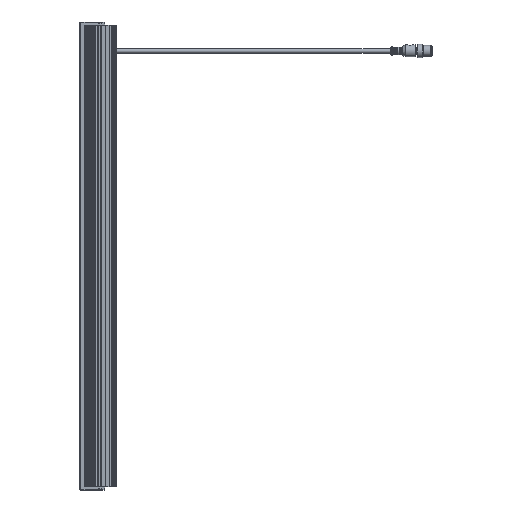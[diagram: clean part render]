
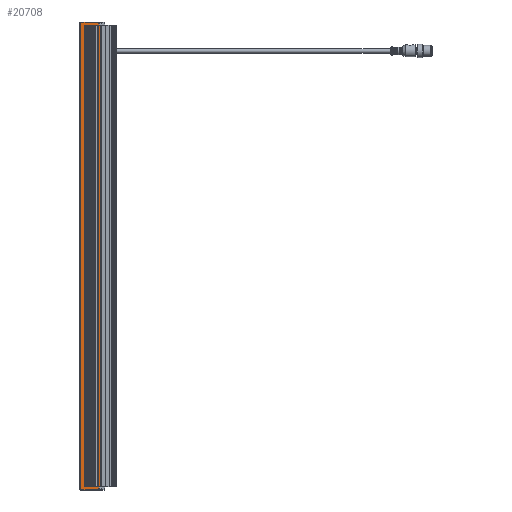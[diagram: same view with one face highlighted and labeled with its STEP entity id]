
A CAD part, left-side view. The second image highlights one B-rep face of the part: STEP entity #20708.
In plain terms, the highlighted planar face has unit normal (-1, 0, 0).
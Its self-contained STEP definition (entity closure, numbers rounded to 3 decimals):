
#618=LINE('',#37597,#2202);
#622=LINE('',#37614,#2206);
#626=LINE('',#37631,#2210);
#630=LINE('',#37648,#2214);
#767=LINE('',#38153,#2351);
#771=LINE('',#38159,#2355);
#916=LINE('',#38805,#2500);
#999=LINE('',#39261,#2583);
#1003=LINE('',#39278,#2587);
#1007=LINE('',#39295,#2591);
#1011=LINE('',#39312,#2595);
#1172=LINE('',#39857,#2756);
#1185=LINE('',#39882,#2769);
#1226=LINE('',#40148,#2810);
#1855=LINE('',#41751,#3439);
#1856=LINE('',#41753,#3440);
#1857=LINE('',#41754,#3441);
#1858=LINE('',#41755,#3442);
#1859=LINE('',#41756,#3443);
#1860=LINE('',#41757,#3444);
#1861=LINE('',#41758,#3445);
#1862=LINE('',#41759,#3446);
#1863=LINE('',#41760,#3447);
#1864=LINE('',#41761,#3448);
#2202=VECTOR('',#24561,3.);
#2206=VECTOR('',#24575,3.);
#2210=VECTOR('',#24589,3.);
#2214=VECTOR('',#24603,3.);
#2351=VECTOR('',#25036,3.);
#2355=VECTOR('',#25042,19.5);
#2500=VECTOR('',#25643,2.2);
#2583=VECTOR('',#26038,3.);
#2587=VECTOR('',#26052,3.);
#2591=VECTOR('',#26066,3.);
#2595=VECTOR('',#26080,3.);
#2756=VECTOR('',#26589,19.5);
#2769=VECTOR('',#26612,3.);
#2810=VECTOR('',#26861,2.2);
#3439=VECTOR('',#28942,506.);
#3440=VECTOR('',#28945,512.);
#3441=VECTOR('',#28946,506.);
#3442=VECTOR('',#28947,506.);
#3443=VECTOR('',#28948,506.);
#3444=VECTOR('',#28949,506.);
#3445=VECTOR('',#28950,506.);
#3446=VECTOR('',#28951,506.);
#3447=VECTOR('',#28952,506.);
#3448=VECTOR('',#28953,506.);
#3897=PLANE('',#22939);
#4073=FACE_BOUND('',#6376,.T.);
#4074=FACE_BOUND('',#6377,.T.);
#4075=FACE_BOUND('',#6378,.T.);
#4076=FACE_BOUND('',#6379,.T.);
#5133=FACE_OUTER_BOUND('',#6375,.T.);
#6375=EDGE_LOOP('',(#18207,#18208,#18209,#18210,#18211,#18212,#18213,#18214));
#6376=EDGE_LOOP('',(#18215,#18216,#18217,#18218));
#6377=EDGE_LOOP('',(#18219,#18220,#18221,#18222));
#6378=EDGE_LOOP('',(#18223,#18224,#18225,#18226));
#6379=EDGE_LOOP('',(#18227,#18228,#18229,#18230));
#8176=VERTEX_POINT('',#37587);
#8180=VERTEX_POINT('',#37595);
#8182=VERTEX_POINT('',#37600);
#8188=VERTEX_POINT('',#37612);
#8190=VERTEX_POINT('',#37617);
#8196=VERTEX_POINT('',#37629);
#8198=VERTEX_POINT('',#37634);
#8204=VERTEX_POINT('',#37646);
#8422=VERTEX_POINT('',#38146);
#8423=VERTEX_POINT('',#38150);
#8425=VERTEX_POINT('',#38156);
#8698=VERTEX_POINT('',#38803);
#8913=VERTEX_POINT('',#39257);
#8915=VERTEX_POINT('',#39260);
#8921=VERTEX_POINT('',#39274);
#8923=VERTEX_POINT('',#39277);
#8929=VERTEX_POINT('',#39291);
#8931=VERTEX_POINT('',#39294);
#8937=VERTEX_POINT('',#39308);
#8939=VERTEX_POINT('',#39311);
#9148=VERTEX_POINT('',#39854);
#9149=VERTEX_POINT('',#39856);
#9156=VERTEX_POINT('',#39879);
#9277=VERTEX_POINT('',#40147);
#10375=EDGE_CURVE('',#8176,#8180,#618,.T.);
#10383=EDGE_CURVE('',#8182,#8188,#622,.T.);
#10391=EDGE_CURVE('',#8190,#8196,#626,.T.);
#10399=EDGE_CURVE('',#8198,#8204,#630,.T.);
#10647=EDGE_CURVE('',#8423,#8422,#767,.T.);
#10651=EDGE_CURVE('',#8422,#8425,#771,.T.);
#10974=EDGE_CURVE('',#8698,#8423,#916,.T.);
#11199=EDGE_CURVE('',#8913,#8915,#999,.T.);
#11207=EDGE_CURVE('',#8921,#8923,#1003,.T.);
#11215=EDGE_CURVE('',#8929,#8931,#1007,.T.);
#11223=EDGE_CURVE('',#8937,#8939,#1011,.T.);
#11495=EDGE_CURVE('',#9148,#9149,#1172,.T.);
#11508=EDGE_CURVE('',#9149,#9156,#1185,.T.);
#11639=EDGE_CURVE('',#9156,#9277,#1226,.T.);
#12441=EDGE_CURVE('',#9277,#8698,#1855,.T.);
#12442=EDGE_CURVE('',#8425,#9148,#1856,.T.);
#12443=EDGE_CURVE('',#8939,#8180,#1857,.T.);
#12444=EDGE_CURVE('',#8176,#8937,#1858,.T.);
#12445=EDGE_CURVE('',#8931,#8188,#1859,.T.);
#12446=EDGE_CURVE('',#8182,#8929,#1860,.T.);
#12447=EDGE_CURVE('',#8923,#8196,#1861,.T.);
#12448=EDGE_CURVE('',#8190,#8921,#1862,.T.);
#12449=EDGE_CURVE('',#8915,#8204,#1863,.T.);
#12450=EDGE_CURVE('',#8198,#8913,#1864,.T.);
#18207=ORIENTED_EDGE('',*,*,#10974,.F.);
#18208=ORIENTED_EDGE('',*,*,#12441,.F.);
#18209=ORIENTED_EDGE('',*,*,#11639,.F.);
#18210=ORIENTED_EDGE('',*,*,#11508,.F.);
#18211=ORIENTED_EDGE('',*,*,#11495,.F.);
#18212=ORIENTED_EDGE('',*,*,#12442,.F.);
#18213=ORIENTED_EDGE('',*,*,#10651,.F.);
#18214=ORIENTED_EDGE('',*,*,#10647,.F.);
#18215=ORIENTED_EDGE('',*,*,#10375,.T.);
#18216=ORIENTED_EDGE('',*,*,#12443,.F.);
#18217=ORIENTED_EDGE('',*,*,#11223,.F.);
#18218=ORIENTED_EDGE('',*,*,#12444,.F.);
#18219=ORIENTED_EDGE('',*,*,#10383,.T.);
#18220=ORIENTED_EDGE('',*,*,#12445,.F.);
#18221=ORIENTED_EDGE('',*,*,#11215,.F.);
#18222=ORIENTED_EDGE('',*,*,#12446,.F.);
#18223=ORIENTED_EDGE('',*,*,#10391,.T.);
#18224=ORIENTED_EDGE('',*,*,#12447,.F.);
#18225=ORIENTED_EDGE('',*,*,#11207,.F.);
#18226=ORIENTED_EDGE('',*,*,#12448,.F.);
#18227=ORIENTED_EDGE('',*,*,#10399,.T.);
#18228=ORIENTED_EDGE('',*,*,#12449,.F.);
#18229=ORIENTED_EDGE('',*,*,#11199,.F.);
#18230=ORIENTED_EDGE('',*,*,#12450,.F.);
#20708=ADVANCED_FACE('',(#5133,#4073,#4074,#4075,#4076),#3897,.T.);
#22939=AXIS2_PLACEMENT_3D('',#41752,#28943,#28944);
#24561=DIRECTION('',(0.,1.,0.));
#24575=DIRECTION('',(0.,1.,0.));
#24589=DIRECTION('',(0.,1.,0.));
#24603=DIRECTION('',(0.,1.,0.));
#25036=DIRECTION('',(0.,0.,-1.));
#25042=DIRECTION('',(0.,1.,0.));
#25643=DIRECTION('',(0.,1.,0.));
#26038=DIRECTION('',(0.,1.,0.));
#26052=DIRECTION('',(0.,1.,0.));
#26066=DIRECTION('',(0.,1.,0.));
#26080=DIRECTION('',(0.,1.,0.));
#26589=DIRECTION('',(0.,-1.,0.));
#26612=DIRECTION('',(0.,0.,-1.));
#26861=DIRECTION('',(0.,-1.,0.));
#28942=DIRECTION('',(0.,0.,-1.));
#28943=DIRECTION('center_axis',(-1.,0.,0.));
#28944=DIRECTION('ref_axis',(0.,-1.,0.));
#28945=DIRECTION('',(0.,0.,1.));
#28946=DIRECTION('',(0.,0.,-1.));
#28947=DIRECTION('',(0.,0.,1.));
#28948=DIRECTION('',(0.,0.,-1.));
#28949=DIRECTION('',(0.,0.,1.));
#28950=DIRECTION('',(0.,0.,-1.));
#28951=DIRECTION('',(0.,0.,1.));
#28952=DIRECTION('',(0.,0.,-1.));
#28953=DIRECTION('',(0.,0.,1.));
#37587=CARTESIAN_POINT('',(-30.,0.,-253.));
#37595=CARTESIAN_POINT('',(-30.,3.,-253.));
#37597=CARTESIAN_POINT('',(-30.,20.,-253.));
#37600=CARTESIAN_POINT('',(-30.,3.5,-253.));
#37612=CARTESIAN_POINT('',(-30.,6.5,-253.));
#37614=CARTESIAN_POINT('',(-30.,20.,-253.));
#37617=CARTESIAN_POINT('',(-30.,7.5,-253.));
#37629=CARTESIAN_POINT('',(-30.,10.5,-253.));
#37631=CARTESIAN_POINT('',(-30.,20.,-253.));
#37634=CARTESIAN_POINT('',(-30.,11.5,-253.));
#37646=CARTESIAN_POINT('',(-30.,14.5,-253.));
#37648=CARTESIAN_POINT('',(-30.,20.,-253.));
#38146=CARTESIAN_POINT('',(-30.,-0.5,-256.));
#38150=CARTESIAN_POINT('',(-30.,-0.5,-253.));
#38153=CARTESIAN_POINT('',(-30.,-0.5,-254.75));
#38156=CARTESIAN_POINT('',(-30.,19.,-256.));
#38159=CARTESIAN_POINT('',(-30.,13.408,-256.));
#38803=CARTESIAN_POINT('',(-30.,-2.7,-253.));
#38805=CARTESIAN_POINT('',(-30.,-20.,-253.));
#39257=CARTESIAN_POINT('',(-30.,11.5,253.));
#39260=CARTESIAN_POINT('',(-30.,14.5,253.));
#39261=CARTESIAN_POINT('',(-30.,20.,253.));
#39274=CARTESIAN_POINT('',(-30.,7.5,253.));
#39277=CARTESIAN_POINT('',(-30.,10.5,253.));
#39278=CARTESIAN_POINT('',(-30.,20.,253.));
#39291=CARTESIAN_POINT('',(-30.,3.5,253.));
#39294=CARTESIAN_POINT('',(-30.,6.5,253.));
#39295=CARTESIAN_POINT('',(-30.,20.,253.));
#39308=CARTESIAN_POINT('',(-30.,0.,253.));
#39311=CARTESIAN_POINT('',(-30.,3.,253.));
#39312=CARTESIAN_POINT('',(-30.,20.,253.));
#39854=CARTESIAN_POINT('',(-30.,19.,256.));
#39856=CARTESIAN_POINT('',(-30.,-0.5,256.));
#39857=CARTESIAN_POINT('',(-30.,13.408,256.));
#39879=CARTESIAN_POINT('',(-30.,-0.5,253.));
#39882=CARTESIAN_POINT('',(-30.,-0.5,254.75));
#40147=CARTESIAN_POINT('',(-30.,-2.7,253.));
#40148=CARTESIAN_POINT('',(-30.,-20.,253.));
#41751=CARTESIAN_POINT('',(-30.,-2.7,126.5));
#41752=CARTESIAN_POINT('Origin',(-30.,20.,0.));
#41753=CARTESIAN_POINT('',(-30.,19.,0.));
#41754=CARTESIAN_POINT('',(-30.,3.,126.5));
#41755=CARTESIAN_POINT('',(-30.,0.,126.5));
#41756=CARTESIAN_POINT('',(-30.,6.5,126.5));
#41757=CARTESIAN_POINT('',(-30.,3.5,126.5));
#41758=CARTESIAN_POINT('',(-30.,10.5,126.5));
#41759=CARTESIAN_POINT('',(-30.,7.5,126.5));
#41760=CARTESIAN_POINT('',(-30.,14.5,126.5));
#41761=CARTESIAN_POINT('',(-30.,11.5,126.5));
